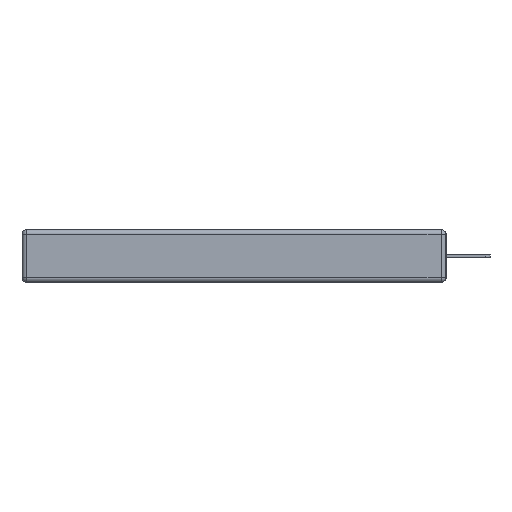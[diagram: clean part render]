
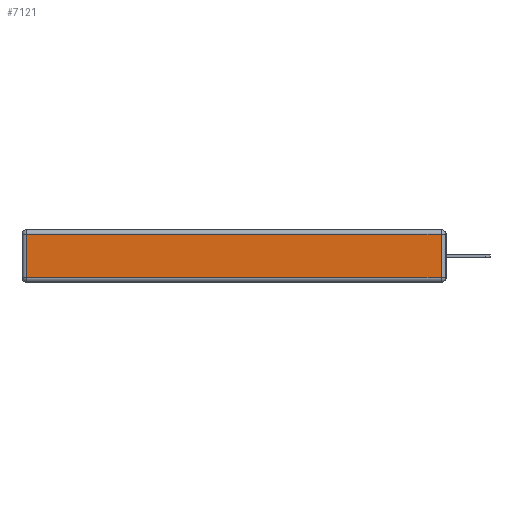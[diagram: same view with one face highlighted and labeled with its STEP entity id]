
A CAD part, left-side view. The second image highlights one B-rep face of the part: STEP entity #7121.
In plain terms, the highlighted planar face has unit normal (-1, 0, 0).
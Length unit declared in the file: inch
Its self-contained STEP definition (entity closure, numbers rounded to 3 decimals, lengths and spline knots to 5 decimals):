
#969 = DIRECTION ( 'NONE',  ( -1., 0., 0. ) ) ;
#1522 = CARTESIAN_POINT ( 'NONE',  ( 0., 0.03, -0.313 ) ) ;
#1660 = VERTEX_POINT ( 'NONE', #1522 ) ;
#3231 = CARTESIAN_POINT ( 'NONE',  ( 0., 0.03, -0.03 ) ) ;
#3601 = EDGE_CURVE ( 'NONE', #8348, #7714, #10164, .T. ) ;
#4862 = ORIENTED_EDGE ( 'NONE', *, *, #10039, .T. ) ;
#5220 = CARTESIAN_POINT ( 'NONE',  ( 0., 0., -0.343 ) ) ;
#5421 = CARTESIAN_POINT ( 'NONE',  ( 0., 0., -0.313 ) ) ;
#7012 = VERTEX_POINT ( 'NONE', #14472 ) ;
#7121 = ADVANCED_FACE ( 'NONE', ( #11913 ), #8062, .T. ) ;
#7714 = VERTEX_POINT ( 'NONE', #16908 ) ;
#7885 = ORIENTED_EDGE ( 'NONE', *, *, #17916, .T. ) ;
#8062 = PLANE ( 'NONE',  #9198 ) ;
#8348 = VERTEX_POINT ( 'NONE', #3231 ) ;
#8677 = CARTESIAN_POINT ( 'NONE',  ( 0., 0.03, -0.343 ) ) ;
#9198 = AXIS2_PLACEMENT_3D ( 'NONE', #5220, #969, #10777 ) ;
#9580 = DIRECTION ( 'NONE',  ( 0., -1., 0. ) ) ;
#9612 = VECTOR ( 'NONE', #15344, 39.37008 ) ;
#10039 = EDGE_CURVE ( 'NONE', #1660, #8348, #13516, .T. ) ;
#10164 = LINE ( 'NONE', #16485, #13236 ) ;
#10777 = DIRECTION ( 'NONE',  ( 0., 0., 1. ) ) ;
#11507 = VECTOR ( 'NONE', #14561, 39.37008 ) ;
#11913 = FACE_OUTER_BOUND ( 'NONE', #17320, .T. ) ;
#13236 = VECTOR ( 'NONE', #16686, 39.37008 ) ;
#13365 = ORIENTED_EDGE ( 'NONE', *, *, #3601, .T. ) ;
#13516 = LINE ( 'NONE', #8677, #9612 ) ;
#13753 = EDGE_CURVE ( 'NONE', #7012, #1660, #17772, .T. ) ;
#14016 = VECTOR ( 'NONE', #9580, 39.37008 ) ;
#14472 = CARTESIAN_POINT ( 'NONE',  ( 0., 2.72, -0.313 ) ) ;
#14561 = DIRECTION ( 'NONE',  ( 0., 0., -1. ) ) ;
#14983 = ORIENTED_EDGE ( 'NONE', *, *, #13753, .T. ) ;
#15344 = DIRECTION ( 'NONE',  ( 0., 0., 1. ) ) ;
#15505 = LINE ( 'NONE', #17357, #11507 ) ;
#16485 = CARTESIAN_POINT ( 'NONE',  ( 0., 2.75, -0.03 ) ) ;
#16686 = DIRECTION ( 'NONE',  ( 0., 1., 0. ) ) ;
#16908 = CARTESIAN_POINT ( 'NONE',  ( 0., 2.72, -0.03 ) ) ;
#17320 = EDGE_LOOP ( 'NONE', ( #14983, #4862, #13365, #7885 ) ) ;
#17357 = CARTESIAN_POINT ( 'NONE',  ( 0., 2.72, -0.343 ) ) ;
#17772 = LINE ( 'NONE', #5421, #14016 ) ;
#17916 = EDGE_CURVE ( 'NONE', #7714, #7012, #15505, .T. ) ;
